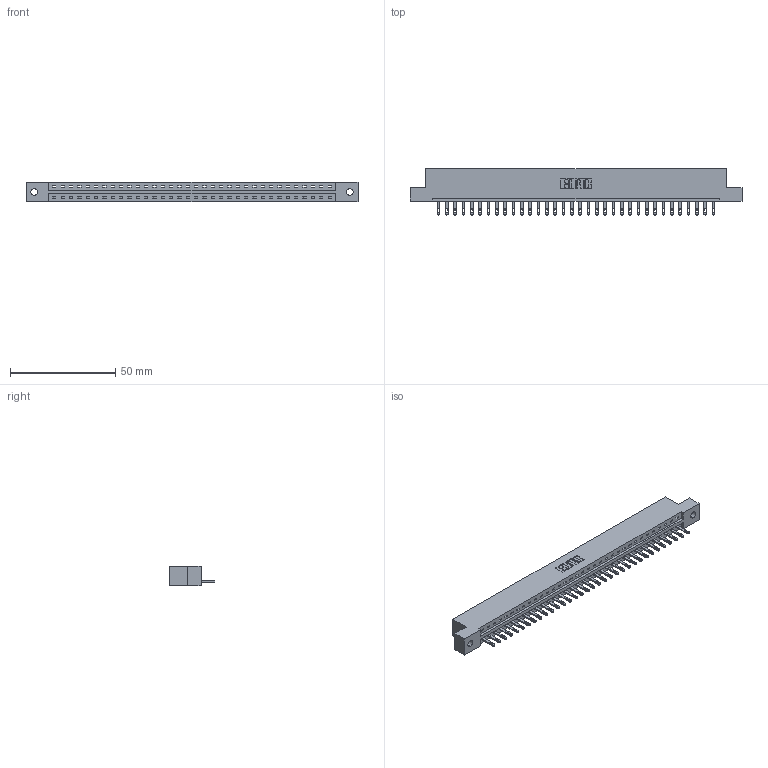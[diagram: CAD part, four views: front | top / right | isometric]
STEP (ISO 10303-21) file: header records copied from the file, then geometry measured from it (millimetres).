
FILE_DESCRIPTION (( 'STEP AP203' ), '1' );
FILE_NAME ('887-034-500-102.STEP', '2020-09-20T21:32:49', ( '' ), ( '' ), 'SwSTEP 2.0', 'SolidWorks 2020', '' );
FILE_SCHEMA (( 'CONFIG_CONTROL_DESIGN' ));
Length unit declared in the file: inch
Products named in the file (3): 345-292-001_345-293-100; 837 Part_Flush Mounting Lugs - 0.128 Dia; 887-034-500-102
Assembly tree (35 placements, depth 2):
  887-034-500-102
    837 Part_Flush Mounting Lugs - 0.128 Dia
    345-292-001_345-293-100  x34
Bounding box: 157.73 x 21.85 x 9.4 mm (x, y, z)
Volume: 16278.1 mm3; surface area: 16586.1 mm2
Topology: 35 solids, 35 shells, 2086 faces, 6431 edges, 4286 vertices
Faces by surface type: plane 1430, cylinder 656
Entity records: 26241 total; most frequent: CARTESIAN_POINT 4576, ORIENTED_EDGE 4546, DIRECTION 3869, EDGE_CURVE 2273, VECTOR 2141, LINE 2141, VERTEX_POINT 1514, AXIS2_PLACEMENT_3D 864
